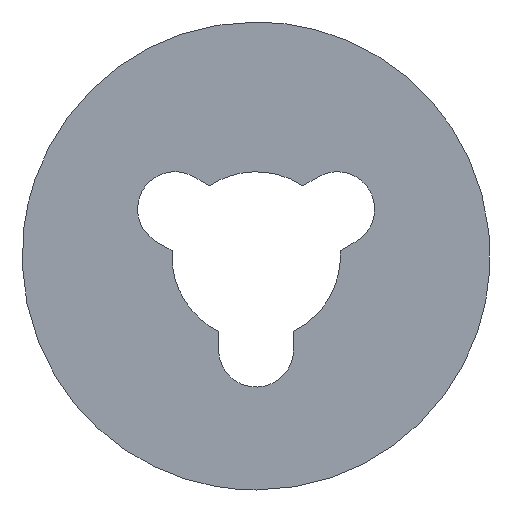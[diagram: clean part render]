
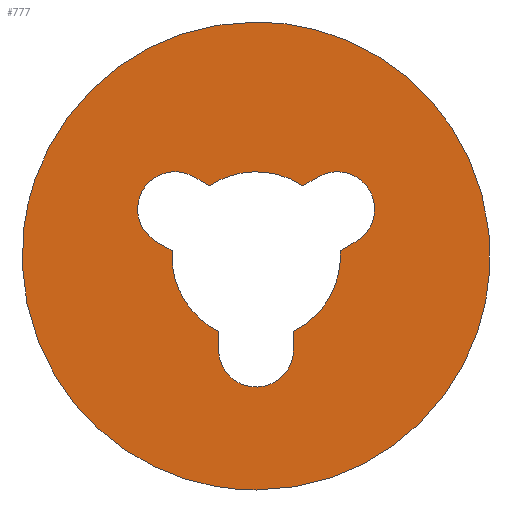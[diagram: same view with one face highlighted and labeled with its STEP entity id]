
A CAD part, front view. The second image highlights one B-rep face of the part: STEP entity #777.
In plain terms, the highlighted free-form (B-spline) face has degree [1, 1] with [2, 2] control points.
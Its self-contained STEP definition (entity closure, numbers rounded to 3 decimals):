
#66=CARTESIAN_POINT('',(-4.965,0.,0.59));
#67=VERTEX_POINT('',#66);
#68=CARTESIAN_POINT('',(0.0,0.0,-5.0));
#69=VERTEX_POINT('',#68);
#70=CARTESIAN_POINT('',(-4.965,0.,0.59));
#71=CARTESIAN_POINT('',(-5.,0.0,0.296));
#72=CARTESIAN_POINT('',(-5.0,0.0,0.0));
#73=CARTESIAN_POINT('',(-5.,0.0,-5.));
#74=CARTESIAN_POINT('',(0.0,0.0,-5.0));
#82=(BOUNDED_CURVE()B_SPLINE_CURVE(2,(#70,#71,#72,#73,#74),.UNSPECIFIED.,.F.,.U.)B_SPLINE_CURVE_WITH_KNOTS((3,2,3),(0.23,0.25,0.5),.UNSPECIFIED.)CURVE()GEOMETRIC_REPRESENTATION_ITEM()RATIONAL_B_SPLINE_CURVE((0.956,0.976,1.0,0.707,1.0))REPRESENTATION_ITEM(''));
#83=EDGE_CURVE('',#67,#69,#82,.T.);
#124=CARTESIAN_POINT('',(4.991,0.,-0.305));
#125=VERTEX_POINT('',#124);
#131=CARTESIAN_POINT('',(0.0,0.0,-5.0));
#132=CARTESIAN_POINT('',(4.704,0.0,-5.));
#133=CARTESIAN_POINT('',(4.991,0.,-0.305));
#141=(BOUNDED_CURVE()B_SPLINE_CURVE(2,(#131,#132,#133),.UNSPECIFIED.,.F.,.U.)B_SPLINE_CURVE_WITH_KNOTS((3,3),(0.5,0.739),.UNSPECIFIED.)CURVE()GEOMETRIC_REPRESENTATION_ITEM()RATIONAL_B_SPLINE_CURVE((1.0,0.72,0.976))REPRESENTATION_ITEM(''));
#142=EDGE_CURVE('',#69,#125,#141,.T.);
#165=CARTESIAN_POINT('',(0.0,0.0,5.0));
#166=VERTEX_POINT('',#165);
#167=CARTESIAN_POINT('',(0.0,0.0,5.0));
#168=CARTESIAN_POINT('',(-4.441,0.0,5.));
#169=CARTESIAN_POINT('',(-4.965,0.,0.59));
#177=(BOUNDED_CURVE()B_SPLINE_CURVE(2,(#167,#168,#169),.UNSPECIFIED.,.F.,.U.)B_SPLINE_CURVE_WITH_KNOTS((3,3),(0.0,0.23),.UNSPECIFIED.)CURVE()GEOMETRIC_REPRESENTATION_ITEM()RATIONAL_B_SPLINE_CURVE((1.0,0.731,0.956))REPRESENTATION_ITEM(''));
#178=EDGE_CURVE('',#166,#67,#177,.T.);
#180=CARTESIAN_POINT('',(4.991,0.,-0.305));
#181=CARTESIAN_POINT('',(5.,0.0,-0.153));
#182=CARTESIAN_POINT('',(5.0,0.0,0.0));
#183=CARTESIAN_POINT('',(5.,0.0,5.));
#184=CARTESIAN_POINT('',(0.0,0.0,5.0));
#192=(BOUNDED_CURVE()B_SPLINE_CURVE(2,(#180,#181,#182,#183,#184),.UNSPECIFIED.,.F.,.U.)B_SPLINE_CURVE_WITH_KNOTS((3,2,3),(0.739,0.75,1.0),.UNSPECIFIED.)CURVE()GEOMETRIC_REPRESENTATION_ITEM()RATIONAL_B_SPLINE_CURVE((0.976,0.988,1.0,0.707,1.0))REPRESENTATION_ITEM(''));
#193=EDGE_CURVE('',#125,#166,#192,.T.);
#248=CARTESIAN_POINT('',(-0.8,0.0,-2.0));
#249=VERTEX_POINT('',#248);
#250=CARTESIAN_POINT('',(0.8,0.0,-2.));
#251=VERTEX_POINT('',#250);
#252=CARTESIAN_POINT('',(-0.8,0.0,-2.0));
#253=CARTESIAN_POINT('',(-0.8,0.0,-2.462));
#254=CARTESIAN_POINT('',(-0.4,0.0,-2.693));
#255=CARTESIAN_POINT('',(0.,0.0,-2.924));
#256=CARTESIAN_POINT('',(0.4,0.0,-2.693));
#257=CARTESIAN_POINT('',(0.8,0.0,-2.462));
#258=CARTESIAN_POINT('',(0.8,0.0,-2.));
#266=(BOUNDED_CURVE()B_SPLINE_CURVE(2,(#252,#253,#254,#255,#256,#257,#258),.UNSPECIFIED.,.F.,.U.)B_SPLINE_CURVE_WITH_KNOTS((3,2,2,3),(0.0,0.333,0.667,1.0),.UNSPECIFIED.)CURVE()GEOMETRIC_REPRESENTATION_ITEM()RATIONAL_B_SPLINE_CURVE((1.0,0.866,1.0,0.866,1.0,0.866,1.0))REPRESENTATION_ITEM(''));
#267=EDGE_CURVE('',#249,#251,#266,.T.);
#308=CARTESIAN_POINT('',(-0.8,0.0,-1.612));
#309=VERTEX_POINT('',#308);
#310=CARTESIAN_POINT('',(-0.8,0.0,-1.612));
#311=CARTESIAN_POINT('',(-0.8,0.0,-2.0));
#312=QUASI_UNIFORM_CURVE('',1,(#310,#311),.UNSPECIFIED.,.F.,.U.);
#313=EDGE_CURVE('',#309,#249,#312,.T.);
#345=CARTESIAN_POINT('',(-1.796,0.0,0.113));
#346=VERTEX_POINT('',#345);
#347=CARTESIAN_POINT('',(-1.796,0.0,0.113));
#348=CARTESIAN_POINT('',(-1.872,0.0,-1.081));
#349=CARTESIAN_POINT('',(-0.8,0.0,-1.612));
#357=(BOUNDED_CURVE()B_SPLINE_CURVE(2,(#347,#348,#349),.UNSPECIFIED.,.F.,.U.)CURVE()GEOMETRIC_REPRESENTATION_ITEM()QUASI_UNIFORM_CURVE()RATIONAL_B_SPLINE_CURVE((1.0,0.833,1.0))REPRESENTATION_ITEM(''));
#358=EDGE_CURVE('',#346,#309,#357,.T.);
#389=CARTESIAN_POINT('',(-2.123,0.0,0.302));
#390=VERTEX_POINT('',#389);
#391=CARTESIAN_POINT('',(-2.123,0.0,0.302));
#392=CARTESIAN_POINT('',(-1.796,0.0,0.113));
#393=QUASI_UNIFORM_CURVE('',1,(#391,#392),.UNSPECIFIED.,.F.,.U.);
#394=EDGE_CURVE('',#390,#346,#393,.T.);
#430=CARTESIAN_POINT('',(-1.332,0.0,1.693));
#431=VERTEX_POINT('',#430);
#432=CARTESIAN_POINT('',(-1.332,0.0,1.693));
#433=CARTESIAN_POINT('',(-1.734,0.0,1.925));
#434=CARTESIAN_POINT('',(-2.135,0.0,1.691));
#435=CARTESIAN_POINT('',(-2.536,0.0,1.457));
#436=CARTESIAN_POINT('',(-2.532,0.0,0.993));
#437=CARTESIAN_POINT('',(-2.528,0.0,0.529));
#438=CARTESIAN_POINT('',(-2.123,0.0,0.302));
#446=(BOUNDED_CURVE()B_SPLINE_CURVE(2,(#432,#433,#434,#435,#436,#437,#438),.UNSPECIFIED.,.F.,.U.)B_SPLINE_CURVE_WITH_KNOTS((3,2,2,3),(0.0,0.333,0.667,1.0),.UNSPECIFIED.)CURVE()GEOMETRIC_REPRESENTATION_ITEM()RATIONAL_B_SPLINE_CURVE((1.0,0.865,1.0,0.865,1.0,0.865,1.0))REPRESENTATION_ITEM(''));
#447=EDGE_CURVE('',#431,#390,#446,.T.);
#482=CARTESIAN_POINT('',(-0.996,0.0,1.499));
#483=VERTEX_POINT('',#482);
#484=CARTESIAN_POINT('',(-0.996,0.0,1.499));
#485=CARTESIAN_POINT('',(-1.332,0.0,1.693));
#486=QUASI_UNIFORM_CURVE('',1,(#484,#485),.UNSPECIFIED.,.F.,.U.);
#487=EDGE_CURVE('',#483,#431,#486,.T.);
#519=CARTESIAN_POINT('',(0.996,0.0,1.499));
#520=VERTEX_POINT('',#519);
#521=CARTESIAN_POINT('',(0.996,0.0,1.499));
#522=CARTESIAN_POINT('',(0.,0.0,2.161));
#523=CARTESIAN_POINT('',(-0.996,0.0,1.499));
#531=(BOUNDED_CURVE()B_SPLINE_CURVE(2,(#521,#522,#523),.UNSPECIFIED.,.F.,.U.)CURVE()GEOMETRIC_REPRESENTATION_ITEM()QUASI_UNIFORM_CURVE()RATIONAL_B_SPLINE_CURVE((1.0,0.833,1.0))REPRESENTATION_ITEM(''));
#532=EDGE_CURVE('',#520,#483,#531,.T.);
#563=CARTESIAN_POINT('',(1.328,0.0,1.69));
#564=VERTEX_POINT('',#563);
#565=CARTESIAN_POINT('',(1.328,0.0,1.69));
#566=CARTESIAN_POINT('',(0.996,0.0,1.499));
#567=QUASI_UNIFORM_CURVE('',1,(#565,#566),.UNSPECIFIED.,.F.,.U.);
#568=EDGE_CURVE('',#564,#520,#567,.T.);
#604=CARTESIAN_POINT('',(2.137,0.0,0.31));
#605=VERTEX_POINT('',#604);
#606=CARTESIAN_POINT('',(2.137,0.0,0.31));
#607=CARTESIAN_POINT('',(2.535,0.0,0.543));
#608=CARTESIAN_POINT('',(2.532,0.0,1.005));
#609=CARTESIAN_POINT('',(2.529,0.0,1.467));
#610=CARTESIAN_POINT('',(2.128,0.0,1.695));
#611=CARTESIAN_POINT('',(1.726,0.0,1.924));
#612=CARTESIAN_POINT('',(1.328,0.0,1.69));
#620=(BOUNDED_CURVE()B_SPLINE_CURVE(2,(#606,#607,#608,#609,#610,#611,#612),.UNSPECIFIED.,.F.,.U.)B_SPLINE_CURVE_WITH_KNOTS((3,2,2,3),(0.0,0.333,0.667,1.0),.UNSPECIFIED.)CURVE()GEOMETRIC_REPRESENTATION_ITEM()RATIONAL_B_SPLINE_CURVE((1.0,0.866,1.0,0.866,1.0,0.866,1.0))REPRESENTATION_ITEM(''));
#621=EDGE_CURVE('',#605,#564,#620,.T.);
#656=CARTESIAN_POINT('',(1.796,0.0,0.113));
#657=VERTEX_POINT('',#656);
#658=CARTESIAN_POINT('',(1.796,0.0,0.113));
#659=CARTESIAN_POINT('',(2.137,0.0,0.31));
#660=QUASI_UNIFORM_CURVE('',1,(#658,#659),.UNSPECIFIED.,.F.,.U.);
#661=EDGE_CURVE('',#657,#605,#660,.T.);
#693=CARTESIAN_POINT('',(0.8,0.0,-1.612));
#694=VERTEX_POINT('',#693);
#695=CARTESIAN_POINT('',(0.8,0.0,-1.612));
#696=CARTESIAN_POINT('',(1.872,0.0,-1.081));
#697=CARTESIAN_POINT('',(1.796,0.0,0.113));
#705=(BOUNDED_CURVE()B_SPLINE_CURVE(2,(#695,#696,#697),.UNSPECIFIED.,.F.,.U.)CURVE()GEOMETRIC_REPRESENTATION_ITEM()QUASI_UNIFORM_CURVE()RATIONAL_B_SPLINE_CURVE((1.0,0.833,1.0))REPRESENTATION_ITEM(''));
#706=EDGE_CURVE('',#694,#657,#705,.T.);
#737=CARTESIAN_POINT('',(0.8,0.0,-2.));
#738=CARTESIAN_POINT('',(0.8,0.0,-1.612));
#739=QUASI_UNIFORM_CURVE('',1,(#737,#738),.UNSPECIFIED.,.F.,.U.);
#740=EDGE_CURVE('',#251,#694,#739,.T.);
#752=CARTESIAN_POINT('',(-5.499,0.0,5.499));
#753=CARTESIAN_POINT('',(5.499,0.0,5.499));
#754=CARTESIAN_POINT('',(-5.499,0.0,-5.5));
#755=CARTESIAN_POINT('',(5.499,0.0,-5.5));
#756=B_SPLINE_SURFACE_WITH_KNOTS('',1,1,((#752,#754),(#753,#755)),.UNSPECIFIED.,.F.,.F.,.U.,(2,2),(2,2),(0.0,10.999),(0.0,10.999),.UNSPECIFIED.);
#757=ORIENTED_EDGE('',*,*,#178,.T.);
#758=ORIENTED_EDGE('',*,*,#83,.T.);
#759=ORIENTED_EDGE('',*,*,#142,.T.);
#760=ORIENTED_EDGE('',*,*,#193,.T.);
#761=EDGE_LOOP('',(#757,#758,#759,#760));
#762=FACE_OUTER_BOUND('',#761,.T.);
#763=ORIENTED_EDGE('',*,*,#740,.F.);
#764=ORIENTED_EDGE('',*,*,#267,.F.);
#765=ORIENTED_EDGE('',*,*,#313,.F.);
#766=ORIENTED_EDGE('',*,*,#358,.F.);
#767=ORIENTED_EDGE('',*,*,#394,.F.);
#768=ORIENTED_EDGE('',*,*,#447,.F.);
#769=ORIENTED_EDGE('',*,*,#487,.F.);
#770=ORIENTED_EDGE('',*,*,#532,.F.);
#771=ORIENTED_EDGE('',*,*,#568,.F.);
#772=ORIENTED_EDGE('',*,*,#621,.F.);
#773=ORIENTED_EDGE('',*,*,#661,.F.);
#774=ORIENTED_EDGE('',*,*,#706,.F.);
#775=EDGE_LOOP('',(#763,#764,#765,#766,#767,#768,#769,#770,#771,#772,#773,#774));
#776=FACE_BOUND('',#775,.T.);
#777=ADVANCED_FACE('',(#762,#776),#756,.F.);
